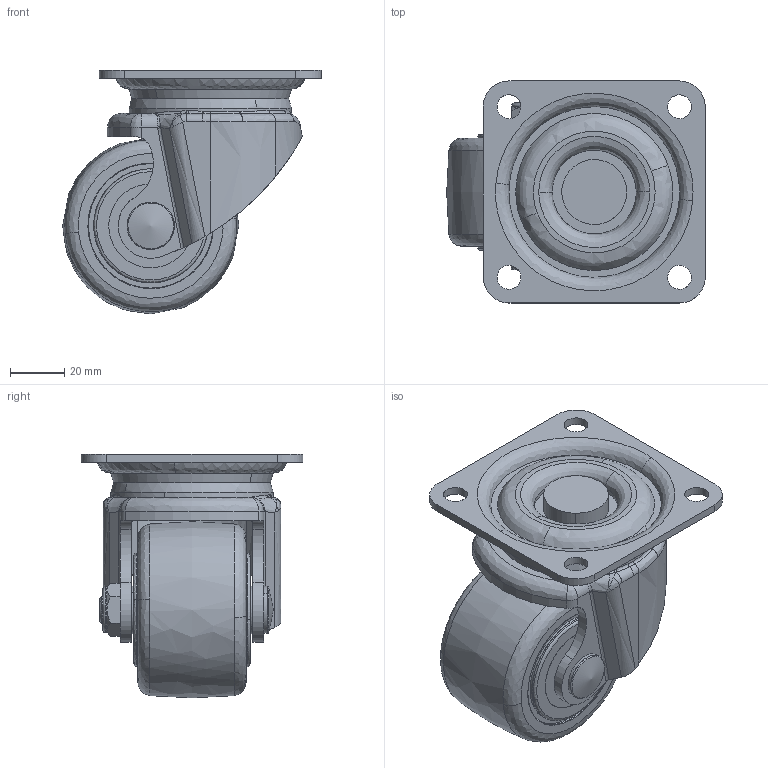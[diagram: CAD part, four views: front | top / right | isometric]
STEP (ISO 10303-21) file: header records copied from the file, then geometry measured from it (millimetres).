
FILE_DESCRIPTION((''),'2;1');
FILE_NAME('','2007-04-02T16:24:44',(''),(''),'','CADfix','');
FILE_SCHEMA(('AUTOMOTIVE_DESIGN { 1 0 10303 214 1 1 1 1 }'));
Length unit declared in the file: millimetre
Bounding box: 95.5 x 82 x 90 mm (x, y, z)
Volume: 225716.9 mm3; surface area: 63460.7 mm2
Topology: 7 solids, 7 shells, 282 faces, 975 edges, 724 vertices
Faces by surface type: bspline 282
Entity records: 19142 total; most frequent: CARTESIAN_POINT 13419, ORIENTED_EDGE 1946, EDGE_CURVE 973, B_SPLINE_CURVE_WITH_KNOTS 751, VERTEX_POINT 724, EDGE_LOOP 323, FACE_OUTER_BOUND 282, ADVANCED_FACE 282
